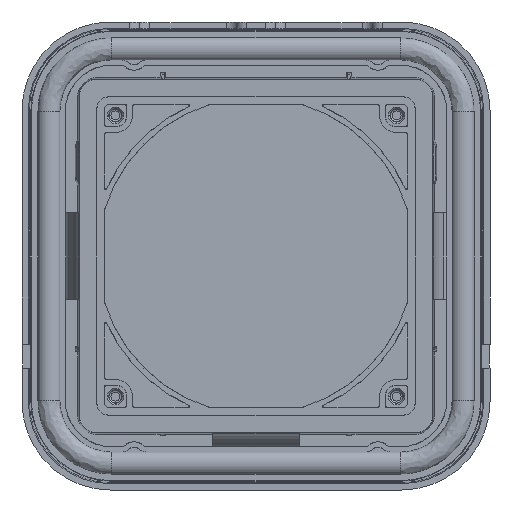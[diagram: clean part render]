
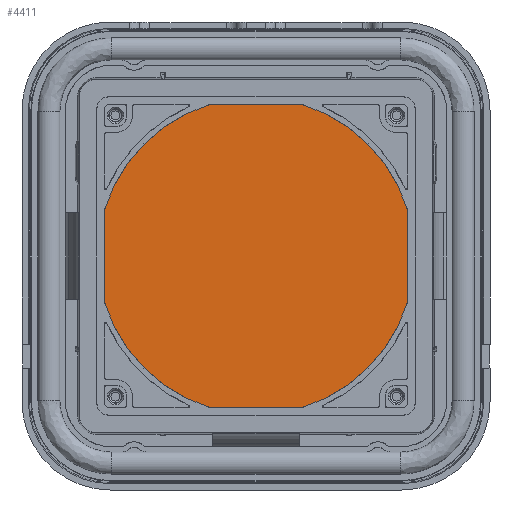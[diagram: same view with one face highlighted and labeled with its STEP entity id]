
A CAD part, front view. The second image highlights one B-rep face of the part: STEP entity #4411.
In plain terms, the highlighted planar face has unit normal (0, -1, 0).
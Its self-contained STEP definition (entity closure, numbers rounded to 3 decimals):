
#4411=ADVANCED_FACE('',(#8590),#8592,.T.);
#8590=FACE_BOUND('',#8591,.T.);
#8591=EDGE_LOOP('',(#11670,#11671,#11672,#11673,#11674,#11675,#11676,#11677));
#8592=PLANE('',#8593);
#8593=AXIS2_PLACEMENT_3D('',#8594,#8595,#8596);
#8594=CARTESIAN_POINT('',(0.,-22.,0.));
#8595=DIRECTION('',(0.,-1.,0.));
#8596=DIRECTION('',(0.,0.,1.));
#11670=ORIENTED_EDGE('',*,*,#13086,.T.);
#11671=ORIENTED_EDGE('',*,*,#13100,.T.);
#11672=ORIENTED_EDGE('',*,*,#13098,.T.);
#11673=ORIENTED_EDGE('',*,*,#13096,.T.);
#11674=ORIENTED_EDGE('',*,*,#13094,.T.);
#11675=ORIENTED_EDGE('',*,*,#13092,.T.);
#11676=ORIENTED_EDGE('',*,*,#13090,.T.);
#11677=ORIENTED_EDGE('',*,*,#13088,.T.);
#13086=EDGE_CURVE('',#15271,#15269,#15272,.T.);
#13088=EDGE_CURVE('',#15274,#15271,#15275,.T.);
#13090=EDGE_CURVE('',#15277,#15274,#15278,.T.);
#13092=EDGE_CURVE('',#15280,#15277,#15281,.T.);
#13094=EDGE_CURVE('',#15283,#15280,#15284,.T.);
#13096=EDGE_CURVE('',#15286,#15283,#15287,.T.);
#13098=EDGE_CURVE('',#15289,#15286,#15290,.T.);
#13100=EDGE_CURVE('',#15269,#15289,#15292,.T.);
#15269=VERTEX_POINT('',#22055);
#15271=VERTEX_POINT('',#22059);
#15272=LINE('',#22060,#22061);
#15274=VERTEX_POINT('',#22066);
#15275=CIRCLE('',#22067,40.25);
#15277=VERTEX_POINT('',#22074);
#15278=LINE('',#22075,#22076);
#15280=VERTEX_POINT('',#22081);
#15281=CIRCLE('',#22082,40.25);
#15283=VERTEX_POINT('',#22089);
#15284=LINE('',#22090,#22091);
#15286=VERTEX_POINT('',#22096);
#15287=CIRCLE('',#22097,40.25);
#15289=VERTEX_POINT('',#22104);
#15290=LINE('',#22105,#22106);
#15292=CIRCLE('',#22111,40.25);
#22055=CARTESIAN_POINT('',(-11.821,-22.,38.475));
#22059=CARTESIAN_POINT('',(11.821,-22.,38.475));
#22060=CARTESIAN_POINT('',(11.821,-22.,38.475));
#22061=VECTOR('',#22062,1.);
#22062=DIRECTION('',(-1.,0.,0.));
#22066=CARTESIAN_POINT('',(38.475,-22.,11.821));
#22067=AXIS2_PLACEMENT_3D('',#22068,#22069,#22070);
#22068=CARTESIAN_POINT('',(0.,-22.,0.));
#22069=DIRECTION('',(0.,-1.,0.));
#22070=DIRECTION('',(0.956,0.,0.294));
#22074=CARTESIAN_POINT('',(38.475,-22.,-11.821));
#22075=CARTESIAN_POINT('',(38.475,-22.,-11.821));
#22076=VECTOR('',#22077,1.);
#22077=DIRECTION('',(0.,0.,1.));
#22081=CARTESIAN_POINT('',(11.821,-22.,-38.475));
#22082=AXIS2_PLACEMENT_3D('',#22083,#22084,#22085);
#22083=CARTESIAN_POINT('',(0.,-22.,0.));
#22084=DIRECTION('',(0.,-1.,0.));
#22085=DIRECTION('',(0.294,0.,-0.956));
#22089=CARTESIAN_POINT('',(-11.821,-22.,-38.475));
#22090=CARTESIAN_POINT('',(-11.821,-22.,-38.475));
#22091=VECTOR('',#22092,1.);
#22092=DIRECTION('',(1.,0.,0.));
#22096=CARTESIAN_POINT('',(-38.475,-22.,-11.821));
#22097=AXIS2_PLACEMENT_3D('',#22098,#22099,#22100);
#22098=CARTESIAN_POINT('',(0.,-22.,0.));
#22099=DIRECTION('',(0.,-1.,0.));
#22100=DIRECTION('',(-0.956,0.,-0.294));
#22104=CARTESIAN_POINT('',(-38.475,-22.,11.821));
#22105=CARTESIAN_POINT('',(-38.475,-22.,11.821));
#22106=VECTOR('',#22107,1.);
#22107=DIRECTION('',(0.,0.,-1.));
#22111=AXIS2_PLACEMENT_3D('',#22112,#22113,#22114);
#22112=CARTESIAN_POINT('',(0.,-22.,0.));
#22113=DIRECTION('',(0.,-1.,0.));
#22114=DIRECTION('',(-0.294,0.,0.956));
